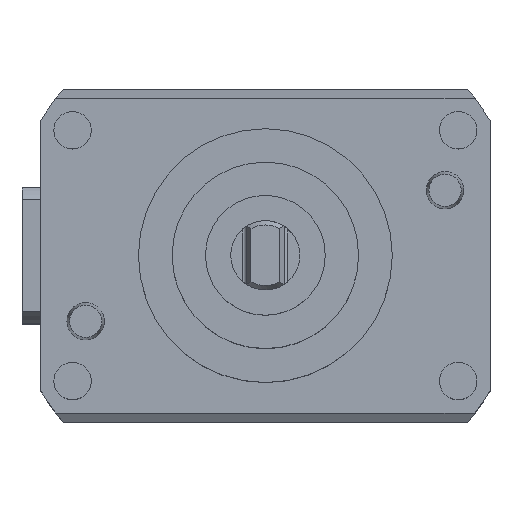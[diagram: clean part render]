
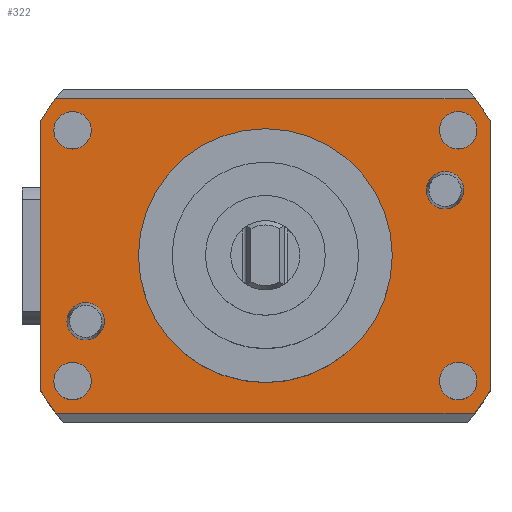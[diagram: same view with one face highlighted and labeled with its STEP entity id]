
A CAD part, top view. The second image highlights one B-rep face of the part: STEP entity #322.
In plain terms, the highlighted planar face has unit normal (0, 0, 1).
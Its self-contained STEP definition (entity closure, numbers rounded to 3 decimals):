
#65=LINE('',#1935,#111);
#66=LINE('',#1939,#112);
#67=LINE('',#1943,#113);
#68=LINE('',#1947,#114);
#111=VECTOR('',#1342,1.);
#112=VECTOR('',#1345,1.);
#113=VECTOR('',#1348,1.);
#114=VECTOR('',#1351,1.);
#154=PLANE('',#1111);
#236=CIRCLE('',#1032,5.);
#238=CIRCLE('',#1035,5.);
#252=CIRCLE('',#1058,33.9);
#276=CIRCLE('',#1103,5.);
#277=CIRCLE('',#1104,5.);
#278=CIRCLE('',#1105,70.);
#279=CIRCLE('',#1106,70.);
#280=CIRCLE('',#1107,70.);
#281=CIRCLE('',#1108,70.);
#282=CIRCLE('',#1109,5.);
#283=CIRCLE('',#1110,5.);
#322=ADVANCED_FACE('',(#403,#404,#405,#406,#407,#408,#409,#410),#154,.F.);
#403=FACE_BOUND('',#481,.T.);
#404=FACE_BOUND('',#482,.T.);
#405=FACE_BOUND('',#483,.T.);
#406=FACE_BOUND('',#484,.T.);
#407=FACE_BOUND('',#485,.T.);
#408=FACE_BOUND('',#486,.T.);
#409=FACE_BOUND('',#487,.T.);
#410=FACE_BOUND('',#488,.T.);
#481=EDGE_LOOP('',(#642));
#482=EDGE_LOOP('',(#643));
#483=EDGE_LOOP('',(#644));
#484=EDGE_LOOP('',(#645));
#485=EDGE_LOOP('',(#646));
#486=EDGE_LOOP('',(#647,#648,#649,#650,#651,#652,#653,#654));
#487=EDGE_LOOP('',(#655));
#488=EDGE_LOOP('',(#656));
#642=ORIENTED_EDGE('',*,*,#871,.T.);
#643=ORIENTED_EDGE('',*,*,#869,.T.);
#644=ORIENTED_EDGE('',*,*,#939,.F.);
#645=ORIENTED_EDGE('',*,*,#940,.F.);
#646=ORIENTED_EDGE('',*,*,#895,.F.);
#647=ORIENTED_EDGE('',*,*,#941,.F.);
#648=ORIENTED_EDGE('',*,*,#942,.T.);
#649=ORIENTED_EDGE('',*,*,#943,.F.);
#650=ORIENTED_EDGE('',*,*,#944,.F.);
#651=ORIENTED_EDGE('',*,*,#945,.F.);
#652=ORIENTED_EDGE('',*,*,#946,.F.);
#653=ORIENTED_EDGE('',*,*,#947,.F.);
#654=ORIENTED_EDGE('',*,*,#948,.F.);
#655=ORIENTED_EDGE('',*,*,#949,.F.);
#656=ORIENTED_EDGE('',*,*,#950,.F.);
#777=VERTEX_POINT('',#1700);
#779=VERTEX_POINT('',#1705);
#803=VERTEX_POINT('',#1828);
#839=VERTEX_POINT('',#1929);
#840=VERTEX_POINT('',#1931);
#841=VERTEX_POINT('',#1933);
#842=VERTEX_POINT('',#1934);
#843=VERTEX_POINT('',#1936);
#844=VERTEX_POINT('',#1938);
#845=VERTEX_POINT('',#1940);
#846=VERTEX_POINT('',#1942);
#847=VERTEX_POINT('',#1944);
#848=VERTEX_POINT('',#1946);
#849=VERTEX_POINT('',#1949);
#850=VERTEX_POINT('',#1951);
#869=EDGE_CURVE('',#777,#777,#236,.T.);
#871=EDGE_CURVE('',#779,#779,#238,.T.);
#895=EDGE_CURVE('',#803,#803,#252,.T.);
#939=EDGE_CURVE('',#839,#839,#276,.T.);
#940=EDGE_CURVE('',#840,#840,#277,.T.);
#941=EDGE_CURVE('',#841,#842,#278,.T.);
#942=EDGE_CURVE('',#841,#843,#65,.T.);
#943=EDGE_CURVE('',#844,#843,#279,.T.);
#944=EDGE_CURVE('',#845,#844,#66,.T.);
#945=EDGE_CURVE('',#846,#845,#280,.T.);
#946=EDGE_CURVE('',#847,#846,#67,.T.);
#947=EDGE_CURVE('',#848,#847,#281,.T.);
#948=EDGE_CURVE('',#842,#848,#68,.T.);
#949=EDGE_CURVE('',#849,#849,#282,.T.);
#950=EDGE_CURVE('',#850,#850,#283,.T.);
#1032=AXIS2_PLACEMENT_3D('',#1699,#1168,#1169);
#1035=AXIS2_PLACEMENT_3D('',#1704,#1174,#1175);
#1058=AXIS2_PLACEMENT_3D('',#1827,#1226,#1227);
#1103=AXIS2_PLACEMENT_3D('',#1928,#1336,#1337);
#1104=AXIS2_PLACEMENT_3D('',#1930,#1338,#1339);
#1105=AXIS2_PLACEMENT_3D('',#1932,#1340,#1341);
#1106=AXIS2_PLACEMENT_3D('',#1937,#1343,#1344);
#1107=AXIS2_PLACEMENT_3D('',#1941,#1346,#1347);
#1108=AXIS2_PLACEMENT_3D('',#1945,#1349,#1350);
#1109=AXIS2_PLACEMENT_3D('',#1948,#1352,#1353);
#1110=AXIS2_PLACEMENT_3D('',#1950,#1354,#1355);
#1111=AXIS2_PLACEMENT_3D('',#1952,#1356,#1357);
#1168=DIRECTION('',(0.,0.,-1.));
#1169=DIRECTION('',(0.,-1.,0.));
#1174=DIRECTION('',(0.,0.,-1.));
#1175=DIRECTION('',(0.,-1.,0.));
#1226=DIRECTION('',(0.,0.,1.));
#1227=DIRECTION('',(-1.,0.,0.));
#1336=DIRECTION('',(0.,0.,1.));
#1337=DIRECTION('',(-1.,0.,0.));
#1338=DIRECTION('',(0.,0.,1.));
#1339=DIRECTION('',(-1.,0.,0.));
#1340=DIRECTION('',(0.,0.,-1.));
#1341=DIRECTION('',(1.,0.,0.));
#1342=DIRECTION('',(-1.,0.,0.));
#1343=DIRECTION('',(0.,0.,-1.));
#1344=DIRECTION('',(1.,0.,0.));
#1345=DIRECTION('',(0.,1.,0.));
#1346=DIRECTION('',(0.,0.,-1.));
#1347=DIRECTION('',(1.,0.,0.));
#1348=DIRECTION('',(-1.,0.,0.));
#1349=DIRECTION('',(0.,0.,-1.));
#1350=DIRECTION('',(1.,0.,0.));
#1351=DIRECTION('',(0.,-1.,0.));
#1352=DIRECTION('',(0.,0.,1.));
#1353=DIRECTION('',(-1.,0.,0.));
#1354=DIRECTION('',(0.,0.,1.));
#1355=DIRECTION('',(-1.,0.,0.));
#1356=DIRECTION('',(0.,0.,-1.));
#1357=DIRECTION('',(1.,0.,0.));
#1699=CARTESIAN_POINT('',(48.,17.5,0.));
#1700=CARTESIAN_POINT('',(48.,12.5,0.));
#1704=CARTESIAN_POINT('',(-48.,-17.5,0.));
#1705=CARTESIAN_POINT('',(-48.,-22.5,0.));
#1827=CARTESIAN_POINT('',(0.,0.,0.));
#1828=CARTESIAN_POINT('',(-33.9,0.,0.));
#1928=CARTESIAN_POINT('',(51.5,-33.5,0.));
#1929=CARTESIAN_POINT('',(46.5,-33.5,0.));
#1930=CARTESIAN_POINT('',(-51.5,33.5,0.));
#1931=CARTESIAN_POINT('',(-56.5,33.5,0.));
#1932=CARTESIAN_POINT('',(0.,0.,
0.));
#1933=CARTESIAN_POINT('',(56.,42.,0.));
#1934=CARTESIAN_POINT('',(60.,36.056,0.));
#1935=CARTESIAN_POINT('',(108.94,42.,0.));
#1936=CARTESIAN_POINT('',(-56.,42.,0.));
#1937=CARTESIAN_POINT('',(0.,0.,
0.));
#1938=CARTESIAN_POINT('',(-60.,36.056,0.));
#1939=CARTESIAN_POINT('',(-60.,-36.056,0.));
#1940=CARTESIAN_POINT('',(-60.,-36.056,0.));
#1941=CARTESIAN_POINT('',(0.,0.,
0.));
#1942=CARTESIAN_POINT('',(-56.,-42.,0.));
#1943=CARTESIAN_POINT('',(108.94,-42.,0.));
#1944=CARTESIAN_POINT('',(56.,-42.,0.));
#1945=CARTESIAN_POINT('',(0.,0.,
0.));
#1946=CARTESIAN_POINT('',(60.,-36.056,0.));
#1947=CARTESIAN_POINT('',(60.,36.056,0.));
#1948=CARTESIAN_POINT('',(-51.5,-33.5,0.));
#1949=CARTESIAN_POINT('',(-56.5,-33.5,0.));
#1950=CARTESIAN_POINT('',(51.5,33.5,0.));
#1951=CARTESIAN_POINT('',(46.5,33.5,0.));
#1952=CARTESIAN_POINT('',(0.,0.,
0.));
